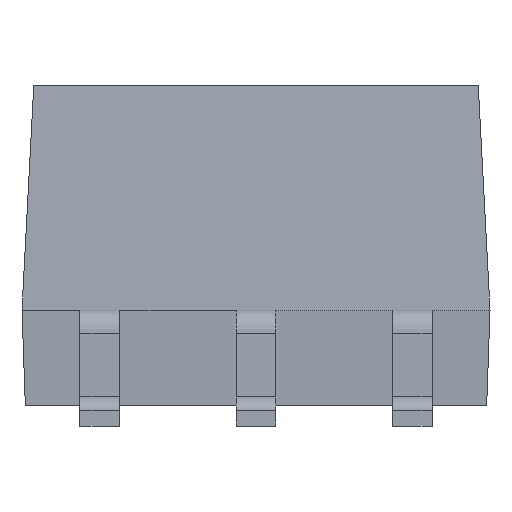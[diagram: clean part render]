
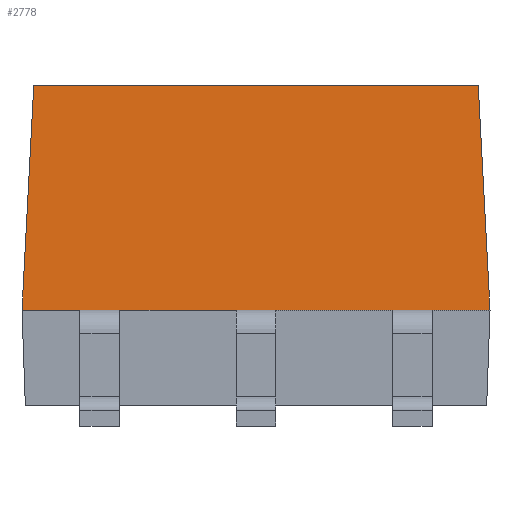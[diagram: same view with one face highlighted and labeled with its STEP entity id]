
A CAD part, front view. The second image highlights one B-rep face of the part: STEP entity #2778.
In plain terms, the highlighted planar face has unit normal (0, -0.999, 0.052).
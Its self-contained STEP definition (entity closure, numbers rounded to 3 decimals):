
#228 = VECTOR ( 'NONE', #18397, 1000. ) ;
#437 = AXIS2_PLACEMENT_3D ( 'NONE', #9730, #5665, #5484 ) ;
#612 = EDGE_CURVE ( 'NONE', #13579, #16078, #5694, .T. ) ;
#2259 = CARTESIAN_POINT ( 'NONE',  ( -3.779, -3.379, 0.396 ) ) ;
#2778 = ADVANCED_FACE ( 'NONE', ( #11266 ), #15676, .T. ) ;
#3193 = ORIENTED_EDGE ( 'NONE', *, *, #14488, .T. ) ;
#4057 = DIRECTION ( 'NONE',  ( 1., 0., 0. ) ) ;
#5484 = DIRECTION ( 'NONE',  ( -1., 0., 0. ) ) ;
#5665 = DIRECTION ( 'NONE',  ( 0., -0.999, 0.052 ) ) ;
#5694 = LINE ( 'NONE', #11571, #10218 ) ;
#6526 = DIRECTION ( 'NONE',  ( 0.052, -0.052, -0.997 ) ) ;
#6884 = CARTESIAN_POINT ( 'NONE',  ( 3.8, -3.4, 0. ) ) ;
#7994 = VERTEX_POINT ( 'NONE', #14209 ) ;
#8101 = EDGE_CURVE ( 'NONE', #17392, #7994, #10557, .T. ) ;
#8347 = ORIENTED_EDGE ( 'NONE', *, *, #8101, .T. ) ;
#8375 = CARTESIAN_POINT ( 'NONE',  ( -3.8, -3.4, 0. ) ) ;
#9380 = LINE ( 'NONE', #2259, #228 ) ;
#9730 = CARTESIAN_POINT ( 'NONE',  ( 3.8, -3.4, 0. ) ) ;
#9930 = CARTESIAN_POINT ( 'NONE',  ( 3.609, -3.209, 3.639 ) ) ;
#10218 = VECTOR ( 'NONE', #4057, 1000. ) ;
#10272 = CARTESIAN_POINT ( 'NONE',  ( 3.8, -3.4, 0. ) ) ;
#10557 = LINE ( 'NONE', #10272, #18767 ) ;
#11266 = FACE_OUTER_BOUND ( 'NONE', #13566, .T. ) ;
#11571 = CARTESIAN_POINT ( 'NONE',  ( 0., -3.209, 3.639 ) ) ;
#12426 = VECTOR ( 'NONE', #6526, 1000. ) ;
#12974 = CARTESIAN_POINT ( 'NONE',  ( -3.609, -3.209, 3.639 ) ) ;
#13566 = EDGE_LOOP ( 'NONE', ( #14941, #18891, #3193, #8347 ) ) ;
#13579 = VERTEX_POINT ( 'NONE', #12974 ) ;
#14209 = CARTESIAN_POINT ( 'NONE',  ( 3.8, -3.4, 0. ) ) ;
#14488 = EDGE_CURVE ( 'NONE', #13579, #17392, #9380, .T. ) ;
#14941 = ORIENTED_EDGE ( 'NONE', *, *, #16910, .F. ) ;
#15676 = PLANE ( 'NONE',  #437 ) ;
#16078 = VERTEX_POINT ( 'NONE', #9930 ) ;
#16416 = DIRECTION ( 'NONE',  ( 1., 0., 0. ) ) ;
#16701 = LINE ( 'NONE', #6884, #12426 ) ;
#16910 = EDGE_CURVE ( 'NONE', #16078, #7994, #16701, .T. ) ;
#17392 = VERTEX_POINT ( 'NONE', #8375 ) ;
#18397 = DIRECTION ( 'NONE',  ( -0.052, -0.052, -0.997 ) ) ;
#18767 = VECTOR ( 'NONE', #16416, 1000. ) ;
#18891 = ORIENTED_EDGE ( 'NONE', *, *, #612, .F. ) ;
